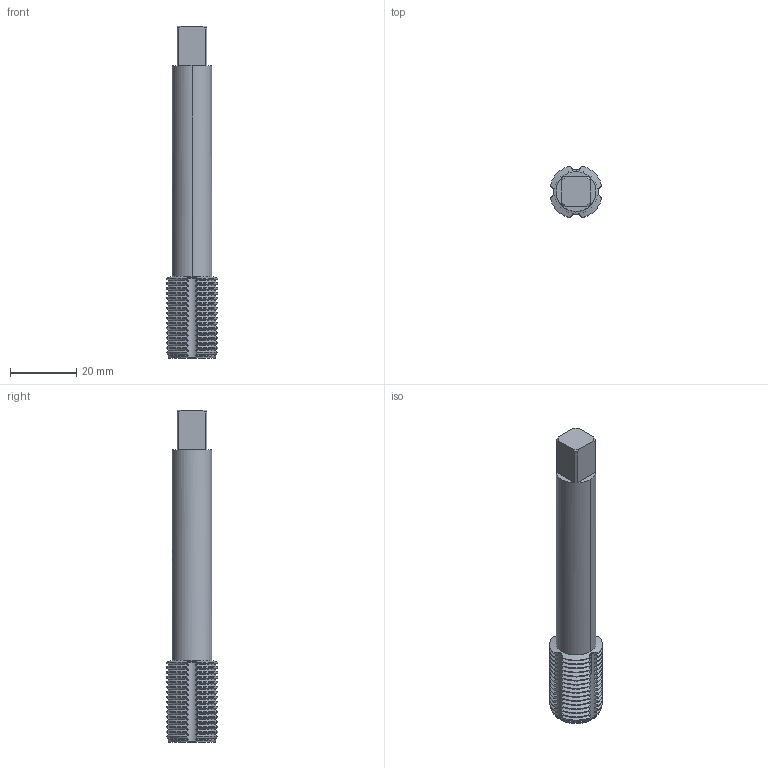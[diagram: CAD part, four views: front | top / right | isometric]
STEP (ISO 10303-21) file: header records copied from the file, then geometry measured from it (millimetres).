
FILE_DESCRIPTION(('no description'),'unknown implementation level');
FILE_NAME('solidXMhw8nIMS6eTyQ_SDY51gr5S5aI_1.STP',' ',('CIM GmbH Aachen'),('CADClick - KiM GmbH - www.kimweb.de'),'unknown preprocess','ACIS','unknown authorization');
FILE_SCHEMA(('automotive_design'));
Length unit declared in the file: millimetre
Products named in the file (2): 1; 2
Bounding box: 15.61 x 15.61 x 100 mm (x, y, z)
Volume: 12322.6 mm3; surface area: 7008.9 mm2
Topology: 2 solids, 2 shells, 317 faces, 931 edges, 618 vertices
Faces by surface type: cone 146, cylinder 146, plane 17, torus 8
Entity records: 22764 total; most frequent: CARTESIAN_POINT 4303, STYLED_ITEM 1868, PRESENTATION_STYLE_ASSIGNMENT 1868, COLOUR_RGB 1868, ORIENTED_EDGE 1862, DIRECTION 1583, EDGE_CURVE 931, CURVE_STYLE 931
